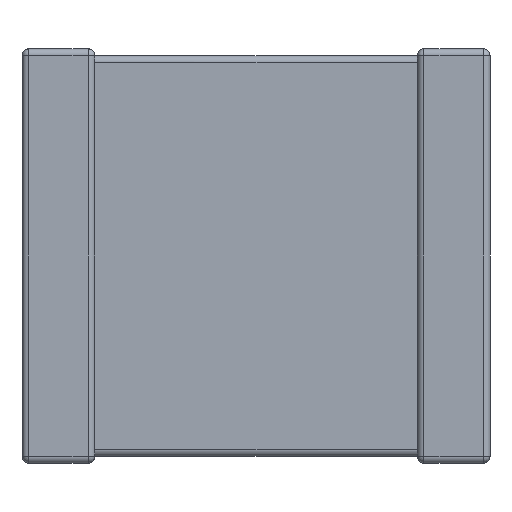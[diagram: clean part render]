
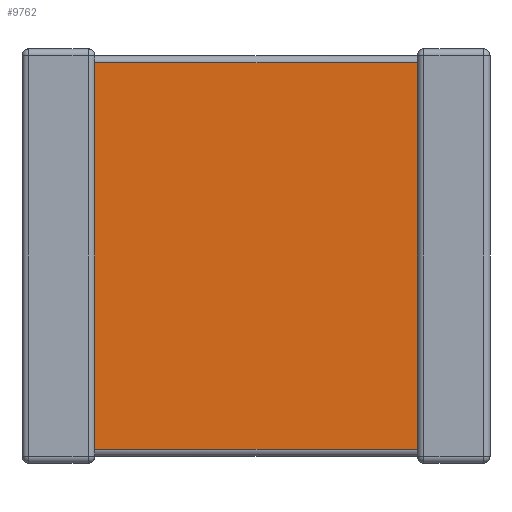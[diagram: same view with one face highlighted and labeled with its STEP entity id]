
A CAD part, front view. The second image highlights one B-rep face of the part: STEP entity #9762.
In plain terms, the highlighted planar face has unit normal (0, -1, 0).
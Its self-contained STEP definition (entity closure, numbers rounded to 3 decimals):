
#486 = VERTEX_POINT ( 'NONE', #3650 ) ;
#664 = FACE_OUTER_BOUND ( 'NONE', #3846, .T. ) ;
#824 = EDGE_CURVE ( 'NONE', #1499, #486, #5725, .T. ) ;
#865 = CARTESIAN_POINT ( 'NONE',  ( 0.95, 0.089, -0.178 ) ) ;
#883 = DIRECTION ( 'NONE',  ( -1., 0., 0. ) ) ;
#915 = DIRECTION ( 'NONE',  ( 1., 0., 0. ) ) ;
#1191 = VECTOR ( 'NONE', #8347, 1000. ) ;
#1499 = VERTEX_POINT ( 'NONE', #9570 ) ;
#2241 = DIRECTION ( 'NONE',  ( 0., -1., 0. ) ) ;
#2324 = LINE ( 'NONE', #9838, #5039 ) ;
#2327 = CARTESIAN_POINT ( 'NONE',  ( 0.95, 0.089, -5.4 ) ) ;
#2514 = EDGE_CURVE ( 'NONE', #486, #5569, #3102, .T. ) ;
#2521 = CARTESIAN_POINT ( 'NONE',  ( 0.95, 0.089, -5.222 ) ) ;
#2944 = PLANE ( 'NONE',  #3961 ) ;
#3102 = LINE ( 'NONE', #6036, #7846 ) ;
#3230 = VERTEX_POINT ( 'NONE', #2521 ) ;
#3650 = CARTESIAN_POINT ( 'NONE',  ( 5.15, 0.089, -0.178 ) ) ;
#3846 = EDGE_LOOP ( 'NONE', ( #4502, #4429, #8032, #6247 ) ) ;
#3961 = AXIS2_PLACEMENT_3D ( 'NONE', #6760, #2241, #915 ) ;
#4040 = VECTOR ( 'NONE', #5866, 1000. ) ;
#4149 = CARTESIAN_POINT ( 'NONE',  ( 5.15, 0.089, -5.4 ) ) ;
#4234 = EDGE_CURVE ( 'NONE', #3230, #1499, #2324, .T. ) ;
#4429 = ORIENTED_EDGE ( 'NONE', *, *, #2514, .T. ) ;
#4502 = ORIENTED_EDGE ( 'NONE', *, *, #824, .T. ) ;
#4647 = LINE ( 'NONE', #2327, #1191 ) ;
#5039 = VECTOR ( 'NONE', #6748, 1000. ) ;
#5569 = VERTEX_POINT ( 'NONE', #865 ) ;
#5725 = LINE ( 'NONE', #4149, #4040 ) ;
#5866 = DIRECTION ( 'NONE',  ( 0., 0., 1. ) ) ;
#6036 = CARTESIAN_POINT ( 'NONE',  ( 0.95, 0.089, -0.178 ) ) ;
#6247 = ORIENTED_EDGE ( 'NONE', *, *, #4234, .T. ) ;
#6748 = DIRECTION ( 'NONE',  ( 1., 0., 0. ) ) ;
#6760 = CARTESIAN_POINT ( 'NONE',  ( 0.95, 0.089, -5.4 ) ) ;
#7846 = VECTOR ( 'NONE', #883, 1000. ) ;
#8020 = EDGE_CURVE ( 'NONE', #3230, #5569, #4647, .T. ) ;
#8032 = ORIENTED_EDGE ( 'NONE', *, *, #8020, .F. ) ;
#8347 = DIRECTION ( 'NONE',  ( 0., 0., 1. ) ) ;
#9570 = CARTESIAN_POINT ( 'NONE',  ( 5.15, 0.089, -5.222 ) ) ;
#9762 = ADVANCED_FACE ( 'NONE', ( #664 ), #2944, .T. ) ;
#9838 = CARTESIAN_POINT ( 'NONE',  ( 0.95, 0.089, -5.222 ) ) ;
